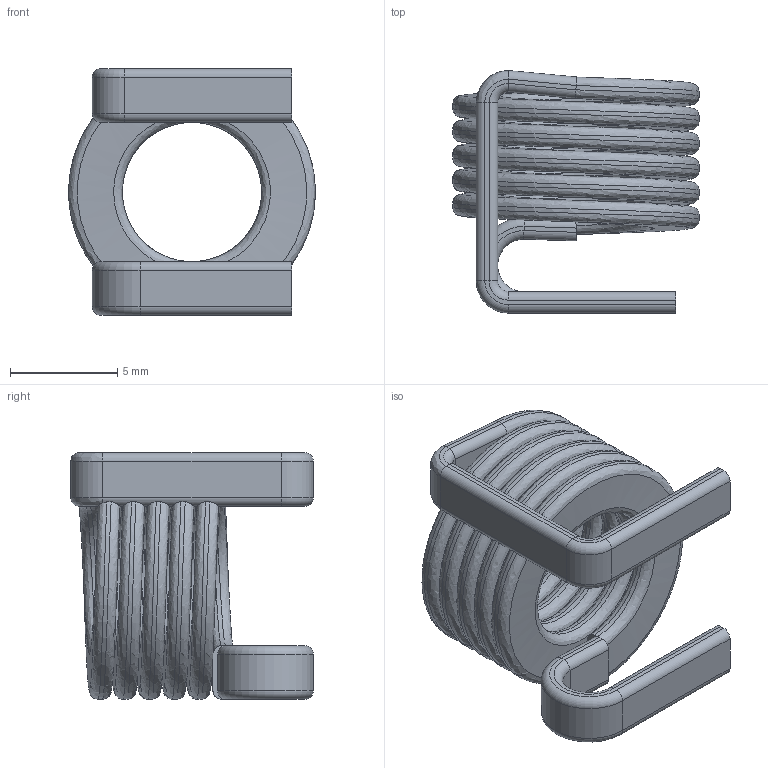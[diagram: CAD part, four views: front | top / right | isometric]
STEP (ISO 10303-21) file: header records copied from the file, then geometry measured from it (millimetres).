
FILE_DESCRIPTION (( 'STEP AP214' ), '1' );
FILE_NAME ('Flat Inductor Coil 2.STEP', '2020-07-25T22:44:00', ( '' ), ( '' ), 'SwSTEP 2.0', 'SolidWorks 2018', '' );
FILE_SCHEMA (( 'AUTOMOTIVE_DESIGN' ));
Length unit declared in the file: millimetre
Products named in the file (1): Flat Inductor Coil 2
Bounding box: 11.5 x 11.3 x 11.5 mm (x, y, z)
Volume: 451.5 mm3; surface area: 1206.2 mm2
Topology: 1 solids, 1 shells, 96 faces, 267 edges, 163 vertices
Faces by surface type: plane 31, cylinder 29, bspline 26, torus 10
Entity records: 11573 total; most frequent: CARTESIAN_POINT 8365, ORIENTED_EDGE 534, DIRECTION 344, EDGE_CURVE 267, VERTEX_POINT 163, AXIS2_PLACEMENT_3D 128, UNCERTAINTY_MEASURE_WITH_UNIT 99, PRESENTATION_LAYER_ASSIGNMENT 98
